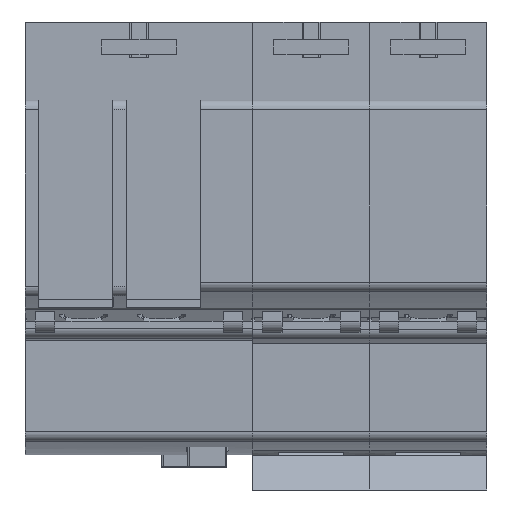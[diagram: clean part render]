
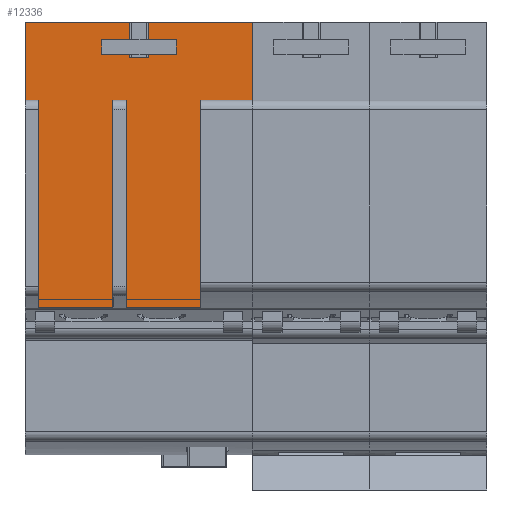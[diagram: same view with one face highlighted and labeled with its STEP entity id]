
A CAD part, front view. The second image highlights one B-rep face of the part: STEP entity #12336.
In plain terms, the highlighted planar face has unit normal (0, -1, 0).
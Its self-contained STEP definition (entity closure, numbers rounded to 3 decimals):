
#252 = LINE ( 'NONE', #4775, #11335 ) ;
#395 = EDGE_CURVE ( 'NONE', #4766, #11049, #17170, .T. ) ;
#504 = CARTESIAN_POINT ( 'NONE',  ( -15.5, -39., 21.304 ) ) ;
#536 = ORIENTED_EDGE ( 'NONE', *, *, #395, .F. ) ;
#648 = CARTESIAN_POINT ( 'NONE',  ( -2., -39., 21.304 ) ) ;
#1289 = EDGE_CURVE ( 'NONE', #6678, #4766, #4944, .T. ) ;
#1310 = EDGE_CURVE ( 'NONE', #15559, #8021, #4784, .T. ) ;
#1438 = VECTOR ( 'NONE', #3426, 1000. ) ;
#1844 = CARTESIAN_POINT ( 'NONE',  ( -1.4, -39., 27.804 ) ) ;
#2020 = CARTESIAN_POINT ( 'NONE',  ( -4., -39., 42.664 ) ) ;
#2127 = CARTESIAN_POINT ( 'NONE',  ( -52.428, -39., 21.304 ) ) ;
#2143 = CARTESIAN_POINT ( 'NONE',  ( -52.428, -39., 21.304 ) ) ;
#2206 = CARTESIAN_POINT ( 'NONE',  ( 0., -39., -10.696 ) ) ;
#2328 = LINE ( 'NONE', #2020, #1438 ) ;
#2401 = CARTESIAN_POINT ( 'NONE',  ( 9.5, -39., 42.664 ) ) ;
#2613 = CARTESIAN_POINT ( 'NONE',  ( 1.4, -39., 27.804 ) ) ;
#2623 = DIRECTION ( 'NONE',  ( -1., 0., 0. ) ) ;
#2636 = DIRECTION ( 'NONE',  ( -1., 0., 0. ) ) ;
#2670 = CARTESIAN_POINT ( 'NONE',  ( -2., -39., 42.664 ) ) ;
#2685 = CARTESIAN_POINT ( 'NONE',  ( 0., -39., -10.696 ) ) ;
#2781 = DIRECTION ( 'NONE',  ( 0., 0., -1. ) ) ;
#3253 = CARTESIAN_POINT ( 'NONE',  ( -15.5, -39., -10.696 ) ) ;
#3264 = VERTEX_POINT ( 'NONE', #504 ) ;
#3336 = VERTEX_POINT ( 'NONE', #15721 ) ;
#3338 = VECTOR ( 'NONE', #10203, 1000. ) ;
#3426 = DIRECTION ( 'NONE',  ( 0., 0., -1. ) ) ;
#3446 = CARTESIAN_POINT ( 'NONE',  ( 17.5, -39., 33.304 ) ) ;
#3650 = CARTESIAN_POINT ( 'NONE',  ( -17.5, -39., 33.304 ) ) ;
#3702 = ORIENTED_EDGE ( 'NONE', *, *, #15118, .T. ) ;
#3795 = FACE_OUTER_BOUND ( 'NONE', #12154, .T. ) ;
#3857 = VECTOR ( 'NONE', #11818, 1000. ) ;
#4204 = LINE ( 'NONE', #1844, #3338 ) ;
#4291 = LINE ( 'NONE', #10478, #3857 ) ;
#4332 = ORIENTED_EDGE ( 'NONE', *, *, #15615, .T. ) ;
#4408 = CARTESIAN_POINT ( 'NONE',  ( -15.5, -39., 42.664 ) ) ;
#4437 = VECTOR ( 'NONE', #7194, 1000. ) ;
#4496 = ORIENTED_EDGE ( 'NONE', *, *, #16607, .T. ) ;
#4760 = VECTOR ( 'NONE', #2623, 1000. ) ;
#4766 = VERTEX_POINT ( 'NONE', #15292 ) ;
#4775 = CARTESIAN_POINT ( 'NONE',  ( 1.4, -39., 3.967 ) ) ;
#4784 = LINE ( 'NONE', #2206, #4760 ) ;
#4930 = VECTOR ( 'NONE', #2781, 1000. ) ;
#4944 = LINE ( 'NONE', #2401, #4930 ) ;
#5253 = VERTEX_POINT ( 'NONE', #9118 ) ;
#5340 = AXIS2_PLACEMENT_3D ( 'NONE', #7845, #16975, #9260 ) ;
#5498 = LINE ( 'NONE', #7072, #11973 ) ;
#5646 = VERTEX_POINT ( 'NONE', #3446 ) ;
#5920 = CARTESIAN_POINT ( 'NONE',  ( -17.5, -39., 33.304 ) ) ;
#6022 = ORIENTED_EDGE ( 'NONE', *, *, #15272, .F. ) ;
#6143 = DIRECTION ( 'NONE',  ( 0., 0., 1. ) ) ;
#6678 = VERTEX_POINT ( 'NONE', #11125 ) ;
#7050 = DIRECTION ( 'NONE',  ( 0., 0., -1. ) ) ;
#7072 = CARTESIAN_POINT ( 'NONE',  ( -17.5, -39., -10.696 ) ) ;
#7170 = VECTOR ( 'NONE', #15587, 1000. ) ;
#7194 = DIRECTION ( 'NONE',  ( 0., 0., -1. ) ) ;
#7219 = VERTEX_POINT ( 'NONE', #7934 ) ;
#7291 = VECTOR ( 'NONE', #8937, 1000. ) ;
#7340 = DIRECTION ( 'NONE',  ( 1., 0., 0. ) ) ;
#7342 = EDGE_CURVE ( 'NONE', #12335, #10999, #5498, .T. ) ;
#7369 = CARTESIAN_POINT ( 'NONE',  ( 17.5, -39., 21.304 ) ) ;
#7741 = LINE ( 'NONE', #15432, #7291 ) ;
#7845 = CARTESIAN_POINT ( 'NONE',  ( -17.5, -39., -10.696 ) ) ;
#7934 = CARTESIAN_POINT ( 'NONE',  ( 1.4, -39., 33.304 ) ) ;
#8021 = VERTEX_POINT ( 'NONE', #3253 ) ;
#8050 = CARTESIAN_POINT ( 'NONE',  ( 17.5, -39., -10.696 ) ) ;
#8055 = ORIENTED_EDGE ( 'NONE', *, *, #10967, .T. ) ;
#8339 = DIRECTION ( 'NONE',  ( 1., 0., 0. ) ) ;
#8381 = CARTESIAN_POINT ( 'NONE',  ( -4., -39., 21.304 ) ) ;
#8583 = LINE ( 'NONE', #4408, #4437 ) ;
#8626 = VERTEX_POINT ( 'NONE', #8381 ) ;
#8937 = DIRECTION ( 'NONE',  ( 0., 0., 1. ) ) ;
#9118 = CARTESIAN_POINT ( 'NONE',  ( -1.4, -39., 27.804 ) ) ;
#9153 = LINE ( 'NONE', #8050, #16052 ) ;
#9256 = ORIENTED_EDGE ( 'NONE', *, *, #1289, .F. ) ;
#9260 = DIRECTION ( 'NONE',  ( 0., 0., -1. ) ) ;
#9324 = ORIENTED_EDGE ( 'NONE', *, *, #16949, .T. ) ;
#9368 = CARTESIAN_POINT ( 'NONE',  ( -2., -39., -10.696 ) ) ;
#10082 = VERTEX_POINT ( 'NONE', #648 ) ;
#10169 = VECTOR ( 'NONE', #12341, 1000. ) ;
#10203 = DIRECTION ( 'NONE',  ( -1., 0., 0. ) ) ;
#10379 = CARTESIAN_POINT ( 'NONE',  ( -17.5, -39., 21.304 ) ) ;
#10478 = CARTESIAN_POINT ( 'NONE',  ( -52.428, -39., 21.304 ) ) ;
#10749 = VECTOR ( 'NONE', #8339, 1000. ) ;
#10967 = EDGE_CURVE ( 'NONE', #5253, #3336, #7741, .T. ) ;
#10999 = VERTEX_POINT ( 'NONE', #10379 ) ;
#11049 = VERTEX_POINT ( 'NONE', #9368 ) ;
#11111 = ORIENTED_EDGE ( 'NONE', *, *, #16910, .F. ) ;
#11125 = CARTESIAN_POINT ( 'NONE',  ( 9.5, -39., 21.304 ) ) ;
#11272 = LINE ( 'NONE', #2143, #7170 ) ;
#11300 = ORIENTED_EDGE ( 'NONE', *, *, #12784, .T. ) ;
#11335 = VECTOR ( 'NONE', #6143, 1000. ) ;
#11574 = VECTOR ( 'NONE', #7340, 1000. ) ;
#11603 = LINE ( 'NONE', #13705, #10749 ) ;
#11671 = ORIENTED_EDGE ( 'NONE', *, *, #7342, .T. ) ;
#11812 = DIRECTION ( 'NONE',  ( 1., 0., 0. ) ) ;
#11818 = DIRECTION ( 'NONE',  ( 1., 0., 0. ) ) ;
#11859 = EDGE_CURVE ( 'NONE', #12335, #3336, #11603, .T. ) ;
#11916 = PLANE ( 'NONE',  #5340 ) ;
#11973 = VECTOR ( 'NONE', #7050, 1000. ) ;
#12064 = VERTEX_POINT ( 'NONE', #7369 ) ;
#12154 = EDGE_LOOP ( 'NONE', ( #11671, #3702, #17142, #16754, #11111, #4332, #4496, #536, #9256, #9324, #6022, #13382, #14704, #11300, #8055, #17004 ) ) ;
#12335 = VERTEX_POINT ( 'NONE', #3650 ) ;
#12336 = ADVANCED_FACE ( 'NONE', ( #3795 ), #11916, .T. ) ;
#12341 = DIRECTION ( 'NONE',  ( 0., 0., -1. ) ) ;
#12761 = EDGE_CURVE ( 'NONE', #7219, #5646, #14561, .T. ) ;
#12784 = EDGE_CURVE ( 'NONE', #16595, #5253, #4204, .T. ) ;
#12808 = CARTESIAN_POINT ( 'NONE',  ( -4., -39., -10.696 ) ) ;
#13191 = EDGE_CURVE ( 'NONE', #3264, #8021, #8583, .T. ) ;
#13382 = ORIENTED_EDGE ( 'NONE', *, *, #12761, .F. ) ;
#13641 = EDGE_CURVE ( 'NONE', #16595, #7219, #252, .T. ) ;
#13705 = CARTESIAN_POINT ( 'NONE',  ( -17.5, -39., 33.304 ) ) ;
#14073 = LINE ( 'NONE', #2670, #10169 ) ;
#14561 = LINE ( 'NONE', #5920, #11574 ) ;
#14642 = DIRECTION ( 'NONE',  ( 0., 0., -1. ) ) ;
#14704 = ORIENTED_EDGE ( 'NONE', *, *, #13641, .F. ) ;
#15118 = EDGE_CURVE ( 'NONE', #10999, #3264, #11272, .T. ) ;
#15272 = EDGE_CURVE ( 'NONE', #5646, #12064, #9153, .T. ) ;
#15292 = CARTESIAN_POINT ( 'NONE',  ( 9.5, -39., -10.696 ) ) ;
#15432 = CARTESIAN_POINT ( 'NONE',  ( -1.4, -39., 3.967 ) ) ;
#15559 = VERTEX_POINT ( 'NONE', #12808 ) ;
#15587 = DIRECTION ( 'NONE',  ( 1., 0., 0. ) ) ;
#15615 = EDGE_CURVE ( 'NONE', #8626, #10082, #17197, .T. ) ;
#15721 = CARTESIAN_POINT ( 'NONE',  ( -1.4, -39., 33.304 ) ) ;
#16052 = VECTOR ( 'NONE', #14642, 1000. ) ;
#16431 = VECTOR ( 'NONE', #11812, 1000. ) ;
#16595 = VERTEX_POINT ( 'NONE', #2613 ) ;
#16607 = EDGE_CURVE ( 'NONE', #10082, #11049, #14073, .T. ) ;
#16754 = ORIENTED_EDGE ( 'NONE', *, *, #1310, .F. ) ;
#16910 = EDGE_CURVE ( 'NONE', #8626, #15559, #2328, .T. ) ;
#16949 = EDGE_CURVE ( 'NONE', #6678, #12064, #4291, .T. ) ;
#16975 = DIRECTION ( 'NONE',  ( 0., -1., 0. ) ) ;
#16977 = VECTOR ( 'NONE', #2636, 1000. ) ;
#17004 = ORIENTED_EDGE ( 'NONE', *, *, #11859, .F. ) ;
#17142 = ORIENTED_EDGE ( 'NONE', *, *, #13191, .T. ) ;
#17170 = LINE ( 'NONE', #2685, #16977 ) ;
#17197 = LINE ( 'NONE', #2127, #16431 ) ;
